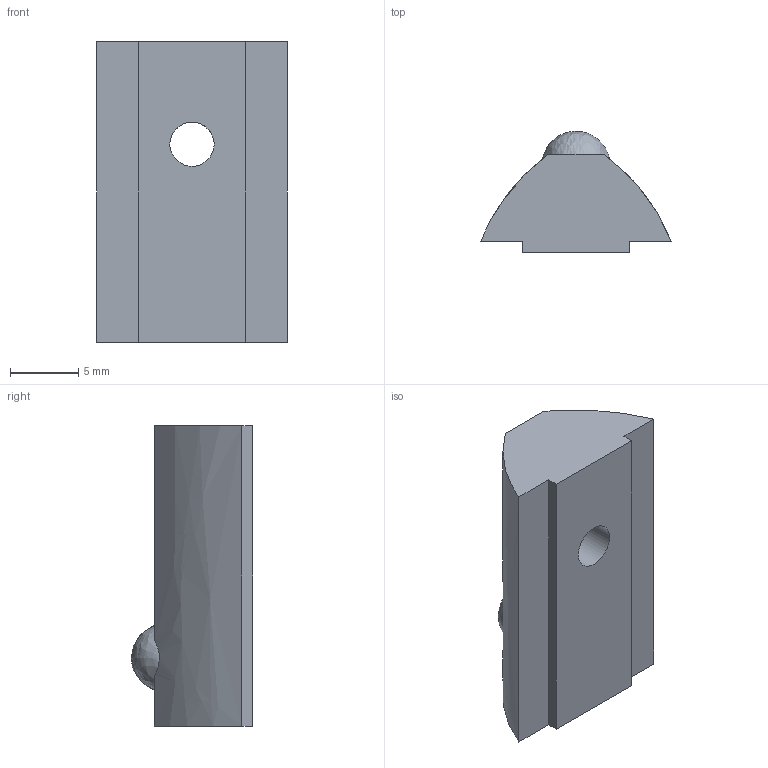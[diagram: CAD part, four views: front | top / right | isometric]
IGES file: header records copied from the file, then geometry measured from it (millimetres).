
Global section: file name: 210204; native system: Autodesk Inventor 2024; preprocessor: unknown; author: jiri.spacek; date: 20241015.161035; units: millimetre
Bounding box: 14 x 8.9 x 22 mm (x, y, z)
Volume: 1496.8 mm3; surface area: 1100.8 mm2
Topology: 2 solids, 2 shells, 14 faces, 43 edges, 29 vertices
Faces by surface type: bspline 14
